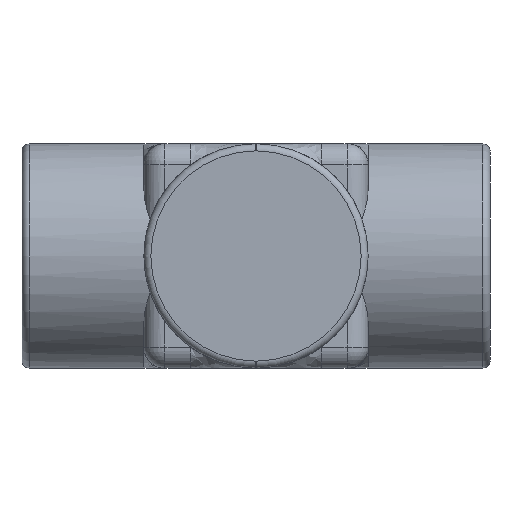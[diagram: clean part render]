
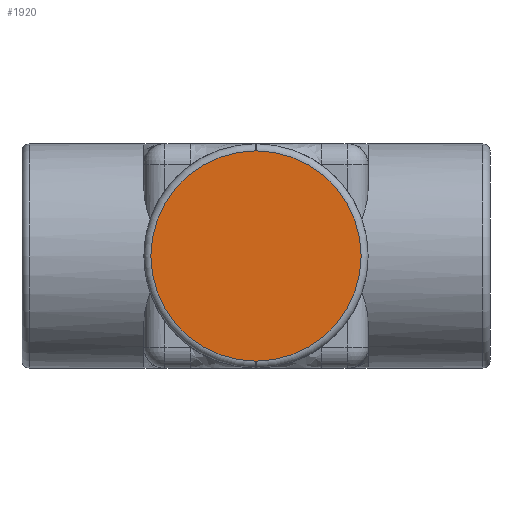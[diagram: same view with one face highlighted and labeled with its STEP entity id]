
A CAD part, front view. The second image highlights one B-rep face of the part: STEP entity #1920.
In plain terms, the highlighted planar face has unit normal (0, -1, 0).
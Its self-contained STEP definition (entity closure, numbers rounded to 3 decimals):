
#54=PLANE('',#2242);
#500=FACE_OUTER_BOUND('',#586,.T.);
#586=EDGE_LOOP('',(#1672));
#694=CIRCLE('',#2243,7.5);
#960=VERTEX_POINT('',#4151);
#1316=EDGE_CURVE('',#960,#960,#694,.T.);
#1672=ORIENTED_EDGE('',*,*,#1316,.T.);
#1920=ADVANCED_FACE('',(#500),#54,.T.);
#2242=AXIS2_PLACEMENT_3D('',#4150,#2626,#2627);
#2243=AXIS2_PLACEMENT_3D('',#4152,#2628,#2629);
#2626=DIRECTION('center_axis',(0.,-1.,0.));
#2627=DIRECTION('ref_axis',(0.,0.,-1.));
#2628=DIRECTION('center_axis',(0.,-1.,0.));
#2629=DIRECTION('ref_axis',(0.,0.,
-1.));
#4150=CARTESIAN_POINT('Origin',(7.59,-16.7,0.));
#4151=CARTESIAN_POINT('',(0.,-16.7,7.5));
#4152=CARTESIAN_POINT('Origin',(0.,-16.7,0.));
